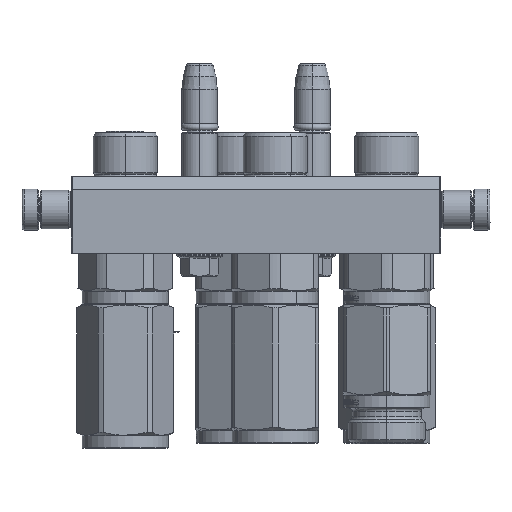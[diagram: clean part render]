
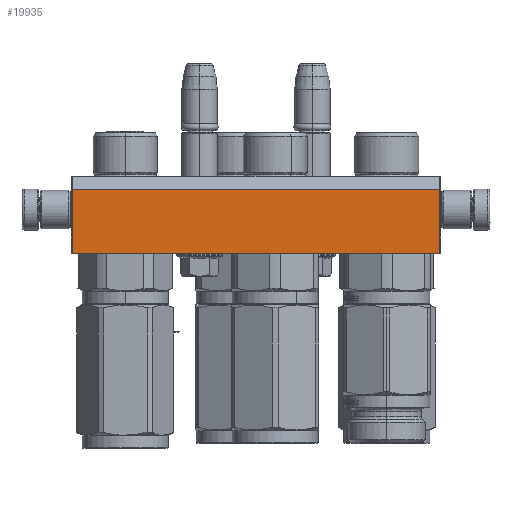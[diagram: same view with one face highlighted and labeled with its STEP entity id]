
A CAD part, left-side view. The second image highlights one B-rep face of the part: STEP entity #19935.
In plain terms, the highlighted face is planar.
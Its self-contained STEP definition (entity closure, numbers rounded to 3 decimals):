
#205 = LINE ( 'NONE', #102348, #42449 ) ;
#1035 = CARTESIAN_POINT ( 'NONE',  ( 144., 0., -90. ) ) ;
#4096 = EDGE_CURVE ( 'NONE', #4337, #23558, #93265, .T. ) ;
#4337 = VERTEX_POINT ( 'NONE', #57365 ) ;
#12863 = CARTESIAN_POINT ( 'NONE',  ( 0.5, 5., -90. ) ) ;
#19935 = ADVANCED_FACE ( 'NONE', ( #74588 ), #48669, .T. ) ;
#20144 = DIRECTION ( 'NONE',  ( -1., 0., 0. ) ) ;
#23398 = DIRECTION ( 'NONE',  ( 0., 1., 0. ) ) ;
#23558 = VERTEX_POINT ( 'NONE', #57653 ) ;
#32107 = VECTOR ( 'NONE', #53158, 1000. ) ;
#33269 = VERTEX_POINT ( 'NONE', #100350 ) ;
#42449 = VECTOR ( 'NONE', #47187, 1000. ) ;
#47187 = DIRECTION ( 'NONE',  ( -1., 0., 0. ) ) ;
#48669 = PLANE ( 'NONE',  #80710 ) ;
#53158 = DIRECTION ( 'NONE',  ( 0., 1., 0. ) ) ;
#53561 = VECTOR ( 'NONE', #23398, 1000. ) ;
#57322 = DIRECTION ( 'NONE',  ( 0., 0., -1. ) ) ;
#57365 = CARTESIAN_POINT ( 'NONE',  ( 143.5, 5., -90. ) ) ;
#57629 = ORIENTED_EDGE ( 'NONE', *, *, #98288, .F. ) ;
#57653 = CARTESIAN_POINT ( 'NONE',  ( 143.5, 30., -90. ) ) ;
#59747 = CARTESIAN_POINT ( 'NONE',  ( 143.5, 5., -90. ) ) ;
#62278 = VECTOR ( 'NONE', #20144, 1000. ) ;
#64627 = DIRECTION ( 'NONE',  ( -1., 0., 0. ) ) ;
#68760 = EDGE_CURVE ( 'NONE', #85705, #33269, #73023, .T. ) ;
#70683 = CARTESIAN_POINT ( 'NONE',  ( 0.5, 5., -90. ) ) ;
#73023 = LINE ( 'NONE', #12863, #32107 ) ;
#73144 = ORIENTED_EDGE ( 'NONE', *, *, #4096, .F. ) ;
#73200 = ORIENTED_EDGE ( 'NONE', *, *, #68760, .T. ) ;
#74588 = FACE_OUTER_BOUND ( 'NONE', #88385, .T. ) ;
#80710 = AXIS2_PLACEMENT_3D ( 'NONE', #1035, #57322, #64627 ) ;
#82990 = EDGE_CURVE ( 'NONE', #4337, #85705, #102002, .T. ) ;
#85705 = VERTEX_POINT ( 'NONE', #70683 ) ;
#86903 = CARTESIAN_POINT ( 'NONE',  ( 143.5, 5., -90. ) ) ;
#88385 = EDGE_LOOP ( 'NONE', ( #57629, #73144, #91245, #73200 ) ) ;
#91245 = ORIENTED_EDGE ( 'NONE', *, *, #82990, .T. ) ;
#93265 = LINE ( 'NONE', #86903, #53561 ) ;
#98288 = EDGE_CURVE ( 'NONE', #23558, #33269, #205, .T. ) ;
#100350 = CARTESIAN_POINT ( 'NONE',  ( 0.5, 30., -90. ) ) ;
#102002 = LINE ( 'NONE', #59747, #62278 ) ;
#102348 = CARTESIAN_POINT ( 'NONE',  ( 143.5, 30., -90. ) ) ;
